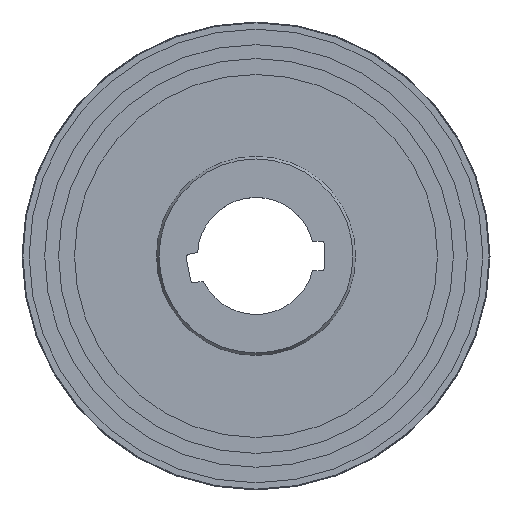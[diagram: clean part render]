
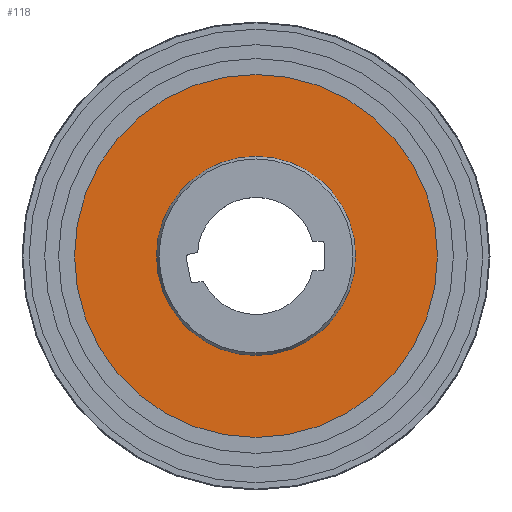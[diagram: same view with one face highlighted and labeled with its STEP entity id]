
A CAD part, top view. The second image highlights one B-rep face of the part: STEP entity #118.
In plain terms, the highlighted planar face has unit normal (0, 0, 1).
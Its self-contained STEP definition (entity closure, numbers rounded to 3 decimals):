
#118=ADVANCED_FACE('',(#171,#172),#156,.F.);
#156=PLANE('',#621);
#171=FACE_BOUND('',#225,.T.);
#172=FACE_BOUND('',#226,.T.);
#225=EDGE_LOOP('',(#340));
#226=EDGE_LOOP('',(#341));
#294=CIRCLE('',#618,34.);
#295=CIRCLE('',#620,62.);
#340=ORIENTED_EDGE('',*,*,#513,.F.);
#341=ORIENTED_EDGE('',*,*,#512,.T.);
#462=VERTEX_POINT('',#872);
#463=VERTEX_POINT('',#875);
#512=EDGE_CURVE('',#462,#462,#294,.T.);
#513=EDGE_CURVE('',#463,#463,#295,.T.);
#618=AXIS2_PLACEMENT_3D('',#871,#699,#700);
#620=AXIS2_PLACEMENT_3D('',#874,#703,#704);
#621=AXIS2_PLACEMENT_3D('',#876,#705,#706);
#699=DIRECTION('',(0.,0.,-1.));
#700=DIRECTION('',(-1.,0.,0.));
#703=DIRECTION('',(0.,0.,-1.));
#704=DIRECTION('',(-1.,0.,0.));
#705=DIRECTION('',(0.,0.,-1.));
#706=DIRECTION('',(-1.,0.,0.));
#871=CARTESIAN_POINT('',(0.,0.,4.5));
#872=CARTESIAN_POINT('',(-34.,0.,4.5));
#874=CARTESIAN_POINT('',(0.,0.,4.5));
#875=CARTESIAN_POINT('',(-62.,0.,4.5));
#876=CARTESIAN_POINT('',(34.,0.,4.5));
